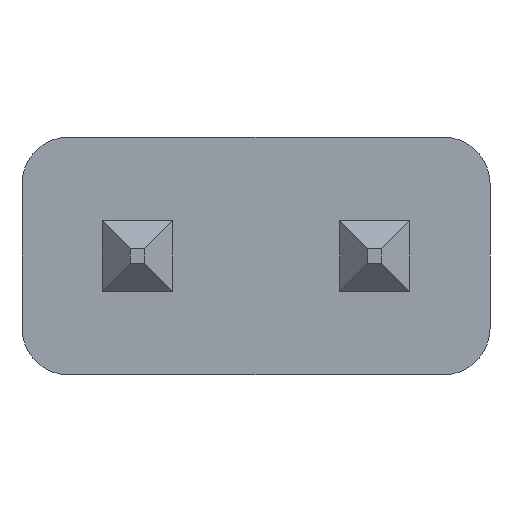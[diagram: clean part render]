
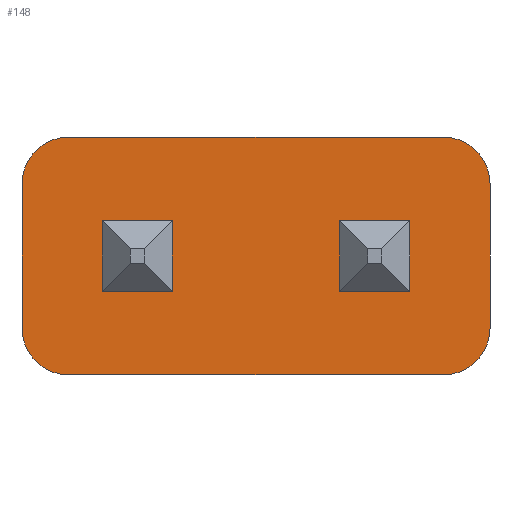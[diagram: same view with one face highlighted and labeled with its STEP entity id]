
A CAD part, front view. The second image highlights one B-rep face of the part: STEP entity #148.
In plain terms, the highlighted planar face has unit normal (0, -1, 0).
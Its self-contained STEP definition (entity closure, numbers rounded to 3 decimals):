
#10 = CARTESIAN_POINT ( 'NONE',  ( -2., 0., 0.77 ) ) ;
#11 = ORIENTED_EDGE ( 'NONE', *, *, #1132, .T. ) ;
#23 = VERTEX_POINT ( 'NONE', #410 ) ;
#24 = LINE ( 'NONE', #373, #1306 ) ;
#25 = CARTESIAN_POINT ( 'NONE',  ( 2., 0., 0.77 ) ) ;
#35 = DIRECTION ( 'NONE',  ( 0., 1., 0. ) ) ;
#61 = CARTESIAN_POINT ( 'NONE',  ( 2., 0., -0.375 ) ) ;
#64 = CARTESIAN_POINT ( 'NONE',  ( -2., 0., -1.27 ) ) ;
#75 = VERTEX_POINT ( 'NONE', #107 ) ;
#82 = CARTESIAN_POINT ( 'NONE',  ( -0.895, 0., -0.375 ) ) ;
#96 = VECTOR ( 'NONE', #1080, 1000. ) ;
#107 = CARTESIAN_POINT ( 'NONE',  ( -1.645, 0., -0.375 ) ) ;
#113 = LINE ( 'NONE', #910, #196 ) ;
#118 = CARTESIAN_POINT ( 'NONE',  ( -2., 0., -0.77 ) ) ;
#135 = CARTESIAN_POINT ( 'NONE',  ( 0.895, 0., -0.375 ) ) ;
#137 = CARTESIAN_POINT ( 'NONE',  ( -2.5, 0., 0.77 ) ) ;
#148 = ADVANCED_FACE ( 'NONE', ( #317, #704, #1278 ), #531, .F. ) ;
#150 = LINE ( 'NONE', #61, #560 ) ;
#151 = EDGE_CURVE ( 'NONE', #889, #157, #1046, .T. ) ;
#157 = VERTEX_POINT ( 'NONE', #623 ) ;
#159 = LINE ( 'NONE', #654, #252 ) ;
#166 = LINE ( 'NONE', #500, #957 ) ;
#167 = CARTESIAN_POINT ( 'NONE',  ( 1.645, 0., 0.375 ) ) ;
#170 = DIRECTION ( 'NONE',  ( 0., 0., -1. ) ) ;
#181 = VERTEX_POINT ( 'NONE', #135 ) ;
#196 = VECTOR ( 'NONE', #819, 1000. ) ;
#227 = VERTEX_POINT ( 'NONE', #336 ) ;
#228 = VECTOR ( 'NONE', #286, 1000. ) ;
#244 = CARTESIAN_POINT ( 'NONE',  ( -2.5, 0., 0.77 ) ) ;
#252 = VECTOR ( 'NONE', #567, 1000. ) ;
#257 = LINE ( 'NONE', #919, #228 ) ;
#260 = AXIS2_PLACEMENT_3D ( 'NONE', #1268, #35, #1172 ) ;
#264 = DIRECTION ( 'NONE',  ( -1., 0., 0. ) ) ;
#265 = ORIENTED_EDGE ( 'NONE', *, *, #715, .F. ) ;
#277 = CARTESIAN_POINT ( 'NONE',  ( -2., 0., -1.27 ) ) ;
#282 = EDGE_CURVE ( 'NONE', #227, #687, #639, .T. ) ;
#286 = DIRECTION ( 'NONE',  ( 0., 0., -1. ) ) ;
#299 = LINE ( 'NONE', #137, #934 ) ;
#301 = AXIS2_PLACEMENT_3D ( 'NONE', #25, #527, #1061 ) ;
#310 = EDGE_CURVE ( 'NONE', #1319, #455, #858, .T. ) ;
#317 = FACE_BOUND ( 'NONE', #420, .T. ) ;
#326 = EDGE_CURVE ( 'NONE', #783, #23, #372, .T. ) ;
#335 = EDGE_LOOP ( 'NONE', ( #677, #833, #582, #950, #265, #916, #822, #1249 ) ) ;
#336 = CARTESIAN_POINT ( 'NONE',  ( -1.645, 0., 0.375 ) ) ;
#361 = CARTESIAN_POINT ( 'NONE',  ( 2., 0., 0.375 ) ) ;
#370 = CARTESIAN_POINT ( 'NONE',  ( -2.5, 0., -0.77 ) ) ;
#372 = CIRCLE ( 'NONE', #260, 0.5 ) ;
#373 = CARTESIAN_POINT ( 'NONE',  ( 1.645, 0., 0.77 ) ) ;
#382 = VECTOR ( 'NONE', #419, 1000. ) ;
#384 = ORIENTED_EDGE ( 'NONE', *, *, #726, .T. ) ;
#410 = CARTESIAN_POINT ( 'NONE',  ( 2., 0., -1.27 ) ) ;
#411 = CARTESIAN_POINT ( 'NONE',  ( 0.895, 0., 0.375 ) ) ;
#414 = VERTEX_POINT ( 'NONE', #277 ) ;
#417 = VERTEX_POINT ( 'NONE', #370 ) ;
#419 = DIRECTION ( 'NONE',  ( 1., 0., 0. ) ) ;
#420 = EDGE_LOOP ( 'NONE', ( #1303, #933, #539, #11 ) ) ;
#455 = VERTEX_POINT ( 'NONE', #167 ) ;
#473 = EDGE_LOOP ( 'NONE', ( #707, #476, #1110, #384 ) ) ;
#476 = ORIENTED_EDGE ( 'NONE', *, *, #575, .T. ) ;
#487 = DIRECTION ( 'NONE',  ( -1., 0., 0. ) ) ;
#500 = CARTESIAN_POINT ( 'NONE',  ( 0.895, 0., 0.77 ) ) ;
#505 = VECTOR ( 'NONE', #487, 1000. ) ;
#514 = EDGE_CURVE ( 'NONE', #1051, #181, #150, .T. ) ;
#527 = DIRECTION ( 'NONE',  ( 0., 1., 0. ) ) ;
#531 = PLANE ( 'NONE',  #301 ) ;
#534 = DIRECTION ( 'NONE',  ( 0., 0., 1. ) ) ;
#539 = ORIENTED_EDGE ( 'NONE', *, *, #310, .T. ) ;
#554 = AXIS2_PLACEMENT_3D ( 'NONE', #10, #738, #952 ) ;
#560 = VECTOR ( 'NONE', #264, 1000. ) ;
#567 = DIRECTION ( 'NONE',  ( 0., 0., -1. ) ) ;
#575 = EDGE_CURVE ( 'NONE', #687, #1101, #257, .T. ) ;
#580 = EDGE_CURVE ( 'NONE', #1101, #75, #113, .T. ) ;
#582 = ORIENTED_EDGE ( 'NONE', *, *, #151, .F. ) ;
#611 = CARTESIAN_POINT ( 'NONE',  ( 2.5, 0., -0.77 ) ) ;
#623 = CARTESIAN_POINT ( 'NONE',  ( -2., 0., 1.27 ) ) ;
#624 = EDGE_CURVE ( 'NONE', #181, #1319, #166, .T. ) ;
#639 = LINE ( 'NONE', #361, #96 ) ;
#642 = CARTESIAN_POINT ( 'NONE',  ( 2., 0., 0.77 ) ) ;
#654 = CARTESIAN_POINT ( 'NONE',  ( 2.5, 0., -0.77 ) ) ;
#656 = VECTOR ( 'NONE', #1263, 1000. ) ;
#658 = CARTESIAN_POINT ( 'NONE',  ( 2., 0., 0.375 ) ) ;
#677 = ORIENTED_EDGE ( 'NONE', *, *, #885, .F. ) ;
#687 = VERTEX_POINT ( 'NONE', #1207 ) ;
#689 = VERTEX_POINT ( 'NONE', #1137 ) ;
#704 = FACE_BOUND ( 'NONE', #473, .T. ) ;
#707 = ORIENTED_EDGE ( 'NONE', *, *, #282, .T. ) ;
#709 = AXIS2_PLACEMENT_3D ( 'NONE', #118, #728, #724 ) ;
#715 = EDGE_CURVE ( 'NONE', #414, #417, #1214, .T. ) ;
#724 = DIRECTION ( 'NONE',  ( 0., 0., 1. ) ) ;
#726 = EDGE_CURVE ( 'NONE', #75, #227, #1198, .T. ) ;
#728 = DIRECTION ( 'NONE',  ( 0., 1., 0. ) ) ;
#738 = DIRECTION ( 'NONE',  ( 0., 1., 0. ) ) ;
#761 = CARTESIAN_POINT ( 'NONE',  ( 1.645, 0., -0.375 ) ) ;
#780 = AXIS2_PLACEMENT_3D ( 'NONE', #642, #1255, #1156 ) ;
#783 = VERTEX_POINT ( 'NONE', #611 ) ;
#794 = EDGE_CURVE ( 'NONE', #157, #1321, #854, .T. ) ;
#810 = CARTESIAN_POINT ( 'NONE',  ( 2., 0., 1.27 ) ) ;
#812 = DIRECTION ( 'NONE',  ( 0., 0., 1. ) ) ;
#819 = DIRECTION ( 'NONE',  ( -1., 0., 0. ) ) ;
#822 = ORIENTED_EDGE ( 'NONE', *, *, #326, .F. ) ;
#825 = CARTESIAN_POINT ( 'NONE',  ( -1.645, 0., 0.77 ) ) ;
#833 = ORIENTED_EDGE ( 'NONE', *, *, #794, .F. ) ;
#854 = LINE ( 'NONE', #1237, #382 ) ;
#858 = LINE ( 'NONE', #658, #656 ) ;
#885 = EDGE_CURVE ( 'NONE', #1321, #689, #1099, .T. ) ;
#889 = VERTEX_POINT ( 'NONE', #244 ) ;
#910 = CARTESIAN_POINT ( 'NONE',  ( 2., 0., -0.375 ) ) ;
#916 = ORIENTED_EDGE ( 'NONE', *, *, #1140, .F. ) ;
#919 = CARTESIAN_POINT ( 'NONE',  ( -0.895, 0., 0.77 ) ) ;
#928 = EDGE_CURVE ( 'NONE', #417, #889, #299, .T. ) ;
#933 = ORIENTED_EDGE ( 'NONE', *, *, #624, .T. ) ;
#934 = VECTOR ( 'NONE', #534, 1000. ) ;
#950 = ORIENTED_EDGE ( 'NONE', *, *, #928, .F. ) ;
#952 = DIRECTION ( 'NONE',  ( 0., 0., 1. ) ) ;
#953 = VECTOR ( 'NONE', #1329, 1000. ) ;
#957 = VECTOR ( 'NONE', #812, 1000. ) ;
#1008 = EDGE_CURVE ( 'NONE', #689, #783, #159, .T. ) ;
#1046 = CIRCLE ( 'NONE', #554, 0.5 ) ;
#1051 = VERTEX_POINT ( 'NONE', #761 ) ;
#1061 = DIRECTION ( 'NONE',  ( 0., 0., 1. ) ) ;
#1080 = DIRECTION ( 'NONE',  ( 1., 0., 0. ) ) ;
#1099 = CIRCLE ( 'NONE', #780, 0.5 ) ;
#1101 = VERTEX_POINT ( 'NONE', #82 ) ;
#1110 = ORIENTED_EDGE ( 'NONE', *, *, #580, .T. ) ;
#1132 = EDGE_CURVE ( 'NONE', #455, #1051, #24, .T. ) ;
#1137 = CARTESIAN_POINT ( 'NONE',  ( 2.5, 0., 0.77 ) ) ;
#1140 = EDGE_CURVE ( 'NONE', #23, #414, #1212, .T. ) ;
#1156 = DIRECTION ( 'NONE',  ( 0., 0., 1. ) ) ;
#1172 = DIRECTION ( 'NONE',  ( 0., 0., 1. ) ) ;
#1198 = LINE ( 'NONE', #825, #953 ) ;
#1207 = CARTESIAN_POINT ( 'NONE',  ( -0.895, 0., 0.375 ) ) ;
#1212 = LINE ( 'NONE', #64, #505 ) ;
#1214 = CIRCLE ( 'NONE', #709, 0.5 ) ;
#1237 = CARTESIAN_POINT ( 'NONE',  ( 2., 0., 1.27 ) ) ;
#1249 = ORIENTED_EDGE ( 'NONE', *, *, #1008, .F. ) ;
#1255 = DIRECTION ( 'NONE',  ( 0., 1., 0. ) ) ;
#1263 = DIRECTION ( 'NONE',  ( 1., 0., 0. ) ) ;
#1268 = CARTESIAN_POINT ( 'NONE',  ( 2., 0., -0.77 ) ) ;
#1278 = FACE_OUTER_BOUND ( 'NONE', #335, .T. ) ;
#1303 = ORIENTED_EDGE ( 'NONE', *, *, #514, .T. ) ;
#1306 = VECTOR ( 'NONE', #170, 1000. ) ;
#1319 = VERTEX_POINT ( 'NONE', #411 ) ;
#1321 = VERTEX_POINT ( 'NONE', #810 ) ;
#1329 = DIRECTION ( 'NONE',  ( 0., 0., 1. ) ) ;
